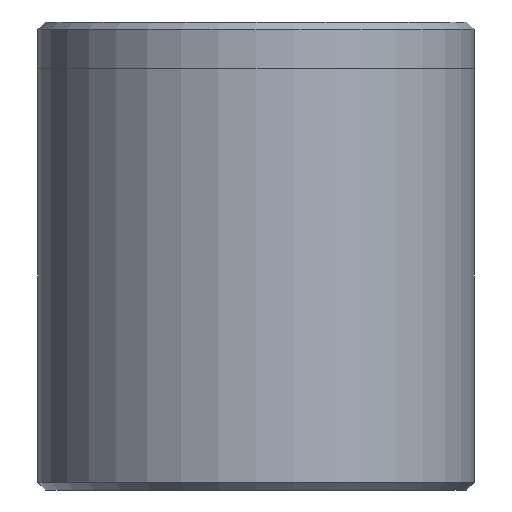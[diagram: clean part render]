
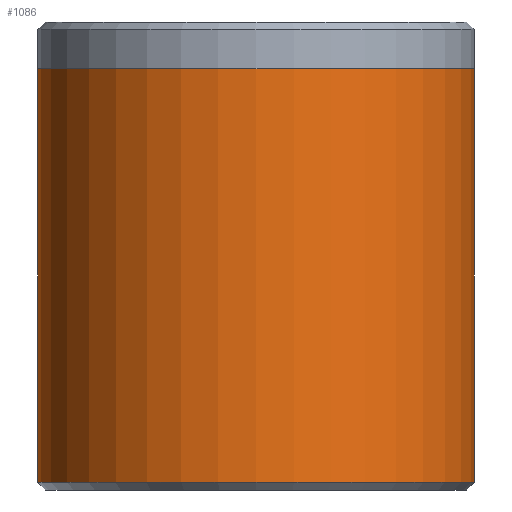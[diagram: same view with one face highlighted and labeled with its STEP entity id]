
A CAD part, front view. The second image highlights one B-rep face of the part: STEP entity #1086.
In plain terms, the highlighted cylindrical face has radius 14 mm (diameter 28 mm), a partial arc.
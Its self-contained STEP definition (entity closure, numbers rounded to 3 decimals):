
#50 = EDGE_CURVE ( 'NONE', #1594, #1788, #1561, .T. ) ;
#78 = ORIENTED_EDGE ( 'NONE', *, *, #606, .F. ) ;
#82 = AXIS2_PLACEMENT_3D ( 'NONE', #545, #530, #495 ) ;
#83 = VERTEX_POINT ( 'NONE', #1841 ) ;
#102 = ORIENTED_EDGE ( 'NONE', *, *, #1111, .F. ) ;
#132 = ORIENTED_EDGE ( 'NONE', *, *, #1611, .T. ) ;
#174 = AXIS2_PLACEMENT_3D ( 'NONE', #1865, #1881, #1904 ) ;
#203 = ORIENTED_EDGE ( 'NONE', *, *, #50, .T. ) ;
#248 = CARTESIAN_POINT ( 'NONE',  ( 14., 0., 0.5 ) ) ;
#287 = EDGE_LOOP ( 'NONE', ( #102, #78, #132, #203 ) ) ;
#320 = LINE ( 'NONE', #461, #1955 ) ;
#381 = DIRECTION ( 'NONE',  ( 0., 0., -1. ) ) ;
#384 = VERTEX_POINT ( 'NONE', #1743 ) ;
#419 = AXIS2_PLACEMENT_3D ( 'NONE', #521, #381, #541 ) ;
#461 = CARTESIAN_POINT ( 'NONE',  ( -14., 0., 30. ) ) ;
#495 = DIRECTION ( 'NONE',  ( 1., 0., 0. ) ) ;
#521 = CARTESIAN_POINT ( 'NONE',  ( 0., 0., 30. ) ) ;
#530 = DIRECTION ( 'NONE',  ( 0., 0., 1. ) ) ;
#541 = DIRECTION ( 'NONE',  ( -1., 0., 0. ) ) ;
#545 = CARTESIAN_POINT ( 'NONE',  ( 0., 0., 27. ) ) ;
#596 = CARTESIAN_POINT ( 'NONE',  ( 14., 0., 30. ) ) ;
#606 = EDGE_CURVE ( 'NONE', #83, #384, #999, .T. ) ;
#629 = DIRECTION ( 'NONE',  ( 0., 0., -1. ) ) ;
#630 = DIRECTION ( 'NONE',  ( 0., 0., -1. ) ) ;
#924 = CYLINDRICAL_SURFACE ( 'NONE', #419, 14. ) ;
#999 = CIRCLE ( 'NONE', #82, 14. ) ;
#1086 = ADVANCED_FACE ( 'NONE', ( #1199 ), #924, .T. ) ;
#1111 = EDGE_CURVE ( 'NONE', #384, #1788, #1204, .T. ) ;
#1199 = FACE_OUTER_BOUND ( 'NONE', #287, .T. ) ;
#1204 = LINE ( 'NONE', #596, #1517 ) ;
#1517 = VECTOR ( 'NONE', #630, 1000. ) ;
#1561 = CIRCLE ( 'NONE', #174, 14. ) ;
#1594 = VERTEX_POINT ( 'NONE', #1938 ) ;
#1611 = EDGE_CURVE ( 'NONE', #83, #1594, #320, .T. ) ;
#1743 = CARTESIAN_POINT ( 'NONE',  ( 14., 0., 27. ) ) ;
#1788 = VERTEX_POINT ( 'NONE', #248 ) ;
#1841 = CARTESIAN_POINT ( 'NONE',  ( -14., 0., 27. ) ) ;
#1865 = CARTESIAN_POINT ( 'NONE',  ( 0., 0., 0.5 ) ) ;
#1881 = DIRECTION ( 'NONE',  ( 0., 0., 1. ) ) ;
#1904 = DIRECTION ( 'NONE',  ( 1., 0., 0. ) ) ;
#1938 = CARTESIAN_POINT ( 'NONE',  ( -14., 0., 0.5 ) ) ;
#1955 = VECTOR ( 'NONE', #629, 1000. ) ;
